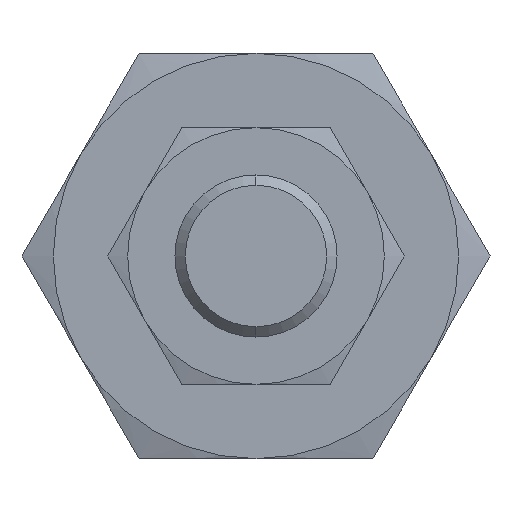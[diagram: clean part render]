
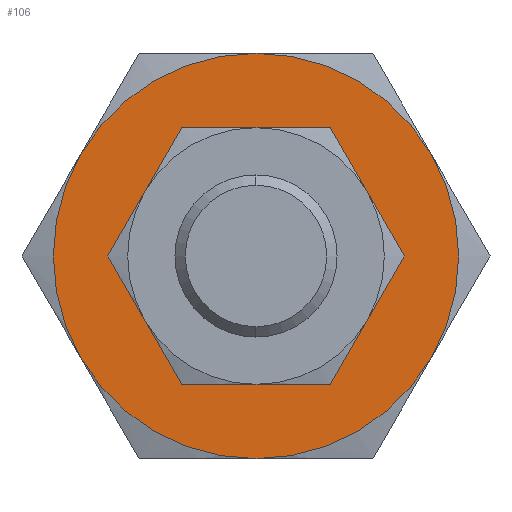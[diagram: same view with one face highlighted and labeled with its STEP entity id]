
A CAD part, left-side view. The second image highlights one B-rep face of the part: STEP entity #106.
In plain terms, the highlighted planar face has unit normal (-1, 0, 0).
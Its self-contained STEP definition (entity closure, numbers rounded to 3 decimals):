
#33 = EDGE_CURVE ( 'NONE', #1343, #835, #689, .T. ) ;
#50 = CARTESIAN_POINT ( 'NONE',  ( -46., 0., 0. ) ) ;
#106 = ADVANCED_FACE ( 'NONE', ( #2258, #1586 ), #1726, .F. ) ;
#113 = AXIS2_PLACEMENT_3D ( 'NONE', #1707, #185, #1952 ) ;
#128 = DIRECTION ( 'NONE',  ( 0., 0., -1. ) ) ;
#185 = DIRECTION ( 'NONE',  ( 1., 0., 0. ) ) ;
#233 = VERTEX_POINT ( 'NONE', #248 ) ;
#248 = CARTESIAN_POINT ( 'NONE',  ( -46., 0., 7. ) ) ;
#250 = VERTEX_POINT ( 'NONE', #1745 ) ;
#264 = ORIENTED_EDGE ( 'NONE', *, *, #2911, .F. ) ;
#298 = DIRECTION ( 'NONE',  ( 0., 0., -1. ) ) ;
#370 = CIRCLE ( 'NONE', #2226, 15. ) ;
#375 = CARTESIAN_POINT ( 'NONE',  ( -46., 0., 0. ) ) ;
#637 = DIRECTION ( 'NONE',  ( 0., 0., -1. ) ) ;
#666 = VERTEX_POINT ( 'NONE', #2238 ) ;
#689 = CIRCLE ( 'NONE', #3108, 15. ) ;
#699 = CIRCLE ( 'NONE', #2345, 15. ) ;
#818 = ORIENTED_EDGE ( 'NONE', *, *, #2129, .F. ) ;
#835 = VERTEX_POINT ( 'NONE', #2039 ) ;
#925 = EDGE_CURVE ( 'NONE', #3123, #233, #2356, .T. ) ;
#967 = CARTESIAN_POINT ( 'NONE',  ( -46., 7., 0. ) ) ;
#1012 = DIRECTION ( 'NONE',  ( 1., 0., 0. ) ) ;
#1153 = DIRECTION ( 'NONE',  ( 1., 0., 0. ) ) ;
#1166 = EDGE_CURVE ( 'NONE', #1576, #2569, #699, .T. ) ;
#1226 = DIRECTION ( 'NONE',  ( 0., 0., -1. ) ) ;
#1263 = ORIENTED_EDGE ( 'NONE', *, *, #33, .F. ) ;
#1297 = CARTESIAN_POINT ( 'NONE',  ( -46., 0., 0. ) ) ;
#1340 = DIRECTION ( 'NONE',  ( 1., 0., 0. ) ) ;
#1343 = VERTEX_POINT ( 'NONE', #1839 ) ;
#1400 = EDGE_CURVE ( 'NONE', #250, #1343, #370, .T. ) ;
#1434 = CIRCLE ( 'NONE', #1573, 15. ) ;
#1482 = CARTESIAN_POINT ( 'NONE',  ( -46., -12.99, 7.5 ) ) ;
#1556 = DIRECTION ( 'NONE',  ( 0., 0., -1. ) ) ;
#1573 = AXIS2_PLACEMENT_3D ( 'NONE', #1297, #3063, #1556 ) ;
#1576 = VERTEX_POINT ( 'NONE', #3274 ) ;
#1586 = FACE_BOUND ( 'NONE', #2085, .T. ) ;
#1646 = DIRECTION ( 'NONE',  ( 1., 0., 0. ) ) ;
#1707 = CARTESIAN_POINT ( 'NONE',  ( -46., 0., 0. ) ) ;
#1726 = PLANE ( 'NONE',  #2136 ) ;
#1740 = ORIENTED_EDGE ( 'NONE', *, *, #2278, .T. ) ;
#1743 = CIRCLE ( 'NONE', #113, 15. ) ;
#1745 = CARTESIAN_POINT ( 'NONE',  ( -46., 0., -15. ) ) ;
#1775 = ORIENTED_EDGE ( 'NONE', *, *, #925, .T. ) ;
#1823 = DIRECTION ( 'NONE',  ( 1., 0., 0. ) ) ;
#1839 = CARTESIAN_POINT ( 'NONE',  ( -46., 12.99, -7.5 ) ) ;
#1914 = AXIS2_PLACEMENT_3D ( 'NONE', #50, #1823, #298 ) ;
#1952 = DIRECTION ( 'NONE',  ( 0., 0., -1. ) ) ;
#2039 = CARTESIAN_POINT ( 'NONE',  ( -46., 12.99, 7.5 ) ) ;
#2085 = EDGE_LOOP ( 'NONE', ( #1775, #1740 ) ) ;
#2129 = EDGE_CURVE ( 'NONE', #2569, #666, #1434, .T. ) ;
#2136 = AXIS2_PLACEMENT_3D ( 'NONE', #967, #2739, #1226 ) ;
#2147 = DIRECTION ( 'NONE',  ( 1., 0., 0. ) ) ;
#2226 = AXIS2_PLACEMENT_3D ( 'NONE', #375, #2147, #637 ) ;
#2238 = CARTESIAN_POINT ( 'NONE',  ( -46., -12.99, -7.5 ) ) ;
#2258 = FACE_OUTER_BOUND ( 'NONE', #2999, .T. ) ;
#2278 = EDGE_CURVE ( 'NONE', #233, #3123, #2376, .T. ) ;
#2324 = CIRCLE ( 'NONE', #1914, 15. ) ;
#2345 = AXIS2_PLACEMENT_3D ( 'NONE', #2526, #1012, #2782 ) ;
#2356 = CIRCLE ( 'NONE', #2640, 7. ) ;
#2370 = ORIENTED_EDGE ( 'NONE', *, *, #2685, .F. ) ;
#2376 = CIRCLE ( 'NONE', #3095, 7. ) ;
#2526 = CARTESIAN_POINT ( 'NONE',  ( -46., 0., 0. ) ) ;
#2569 = VERTEX_POINT ( 'NONE', #1482 ) ;
#2632 = CARTESIAN_POINT ( 'NONE',  ( -46., 0., -7. ) ) ;
#2640 = AXIS2_PLACEMENT_3D ( 'NONE', #3159, #1646, #128 ) ;
#2660 = CARTESIAN_POINT ( 'NONE',  ( -46., 0., 0. ) ) ;
#2685 = EDGE_CURVE ( 'NONE', #835, #1576, #1743, .T. ) ;
#2739 = DIRECTION ( 'NONE',  ( 1., 0., 0. ) ) ;
#2782 = DIRECTION ( 'NONE',  ( 0., 0., -1. ) ) ;
#2813 = ORIENTED_EDGE ( 'NONE', *, *, #1166, .F. ) ;
#2851 = CARTESIAN_POINT ( 'NONE',  ( -46., 0., 0. ) ) ;
#2908 = DIRECTION ( 'NONE',  ( 0., 0., -1. ) ) ;
#2911 = EDGE_CURVE ( 'NONE', #666, #250, #2324, .T. ) ;
#2999 = EDGE_LOOP ( 'NONE', ( #1263, #3156, #264, #818, #2813, #2370 ) ) ;
#3063 = DIRECTION ( 'NONE',  ( 1., 0., 0. ) ) ;
#3095 = AXIS2_PLACEMENT_3D ( 'NONE', #2851, #1340, #3102 ) ;
#3102 = DIRECTION ( 'NONE',  ( 0., 0., -1. ) ) ;
#3108 = AXIS2_PLACEMENT_3D ( 'NONE', #2660, #1153, #2908 ) ;
#3123 = VERTEX_POINT ( 'NONE', #2632 ) ;
#3156 = ORIENTED_EDGE ( 'NONE', *, *, #1400, .F. ) ;
#3159 = CARTESIAN_POINT ( 'NONE',  ( -46., 0., 0. ) ) ;
#3274 = CARTESIAN_POINT ( 'NONE',  ( -46., 0., 15. ) ) ;
